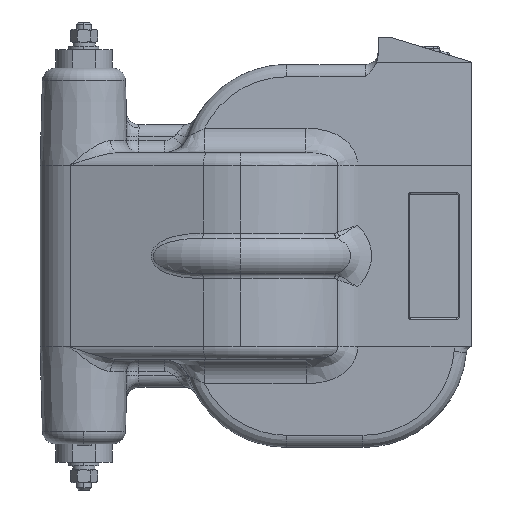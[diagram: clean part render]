
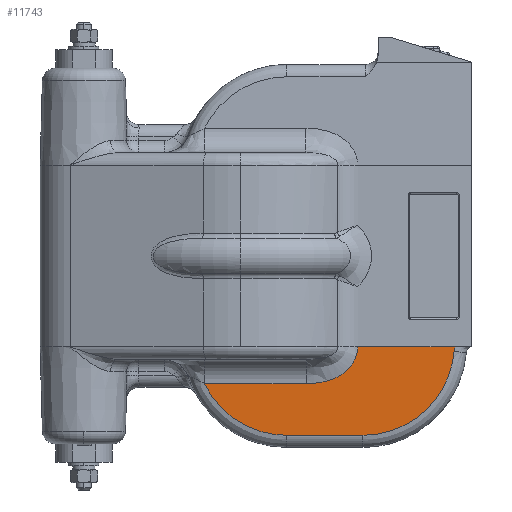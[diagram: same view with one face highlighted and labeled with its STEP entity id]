
A CAD part, left-side view. The second image highlights one B-rep face of the part: STEP entity #11743.
In plain terms, the highlighted planar face has unit normal (-1, 0, -0.026).
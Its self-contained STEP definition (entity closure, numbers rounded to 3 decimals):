
#150 = VERTEX_POINT ( 'NONE', #10572 ) ;
#151 = VERTEX_POINT ( 'NONE', #10573 ) ;
#153 = VERTEX_POINT ( 'NONE', #10575 ) ;
#197 = VERTEX_POINT ( 'NONE', #10619 ) ;
#251 = VERTEX_POINT ( 'NONE', #10673 ) ;
#252 = VERTEX_POINT ( 'NONE', #10674 ) ;
#253 = VERTEX_POINT ( 'NONE', #10675 ) ;
#254 = VERTEX_POINT ( 'NONE', #10676 ) ;
#445 = EDGE_LOOP ( 'NONE', ( #12664, #12665, #12666, #12667, #12668, #12669, #12670, #12671 ) ) ;
#4827 =( BOUNDED_CURVE ( )  B_SPLINE_CURVE ( 3, ( #8015, #8042, #8043, #8044 ),
 .UNSPECIFIED., .F., .T. ) 
 B_SPLINE_CURVE_WITH_KNOTS ( ( 4, 4 ),
 ( 5.162, 6.283 ),
 .UNSPECIFIED. ) 
 CURVE ( )  GEOMETRIC_REPRESENTATION_ITEM ( )  RATIONAL_B_SPLINE_CURVE ( ( 1., 0.898, 0.898, 1. ) ) 
 REPRESENTATION_ITEM ( '' )  );
#4838 =( BOUNDED_CURVE ( )  B_SPLINE_CURVE ( 3, ( #8515, #8520, #8521, #8522 ),
 .UNSPECIFIED., .F., .T. ) 
 B_SPLINE_CURVE_WITH_KNOTS ( ( 4, 4 ),
 ( 4.797, 5.067 ),
 .UNSPECIFIED. ) 
 CURVE ( )  GEOMETRIC_REPRESENTATION_ITEM ( )  RATIONAL_B_SPLINE_CURVE ( ( 1., 0.994, 0.994, 1. ) ) 
 REPRESENTATION_ITEM ( '' )  );
#4839 =( BOUNDED_CURVE ( )  B_SPLINE_CURVE ( 3, ( #8518, #8563, #8564, #8565 ),
 .UNSPECIFIED., .F., .T. ) 
 B_SPLINE_CURVE_WITH_KNOTS ( ( 4, 4 ),
 ( 0., 1.486 ),
 .UNSPECIFIED. ) 
 CURVE ( )  GEOMETRIC_REPRESENTATION_ITEM ( )  RATIONAL_B_SPLINE_CURVE ( ( 1., 0.824, 0.824, 1. ) ) 
 REPRESENTATION_ITEM ( '' )  );
#6377 = EDGE_CURVE ( 'NONE', #150, #151, #6913, .T. ) ;
#6381 = EDGE_CURVE ( 'NONE', #153, #150, #4827, .T. ) ;
#6385 = EDGE_CURVE ( 'NONE', #197, #153, #6920, .T. ) ;
#6494 = EDGE_CURVE ( 'NONE', #254, #253, #4838, .T. ) ;
#6495 = EDGE_CURVE ( 'NONE', #251, #197, #6800, .T. ) ;
#6496 = EDGE_CURVE ( 'NONE', #252, #251, #6801, .T. ) ;
#6498 = EDGE_CURVE ( 'NONE', #151, #254, #4839, .T. ) ;
#6500 = EDGE_CURVE ( 'NONE', #253, #252, #7056, .T. ) ;
#6800 = B_SPLINE_CURVE_WITH_KNOTS ( 'NONE', 3,
 ( #8519, #8524, #8525, #8526, #8527, #8528, #8529, #8530, #8531, #8532, #8533, #8534, #8535, #8536, #8537, #8538, #8539, #8540, #8541, #8542, #8543, #8544, #8545, #8546, #8547, #8548, #8549, #8550, #8551, #8552, #8553, #8554, #8555, #8556 ),
 .UNSPECIFIED., .F., .F.,
 ( 4, 2, 2, 2, 2, 2, 2, 2, 2, 2, 2, 2, 2, 2, 2, 2, 4 ),
 ( 0., 0.002, 0.004, 0.007, 0.011, 0.012, 0.014, 0.021, 0.023, 0.025, 0.029, 0.032, 0.034, 0.036, 0.043, 0.05, 0.057 ),
 .UNSPECIFIED. ) ;
#6801 = B_SPLINE_CURVE_WITH_KNOTS ( 'NONE', 3,
 ( #8523, #8557, #8558, #8559 ),
 .UNSPECIFIED., .F., .F.,
 ( 4, 4 ),
 ( 0., 0. ),
 .UNSPECIFIED. ) ;
#6899 = VECTOR ( 'NONE', #7982, 1000. ) ;
#6906 = VECTOR ( 'NONE', #8054, 1000. ) ;
#6913 = LINE ( 'NONE', #7980, #6899 ) ;
#6920 = LINE ( 'NONE', #8041, #6906 ) ;
#7056 = LINE ( 'NONE', #8570, #7057 ) ;
#7057 = VECTOR ( 'NONE', #8571, 1000. ) ;
#7438 = FACE_OUTER_BOUND ( 'NONE', #445, .T. ) ;
#7980 = CARTESIAN_POINT ( 'NONE',  ( -48.147, -98., -143.262 ) ) ;
#7982 = DIRECTION ( 'NONE',  ( 0., -1., 0. ) ) ;
#8015 = CARTESIAN_POINT ( 'NONE',  ( -49.228, 28.751, -101.976 ) ) ;
#8041 = CARTESIAN_POINT ( 'NONE',  ( -49.228, 0., -101.976 ) ) ;
#8042 = CARTESIAN_POINT ( 'NONE',  ( -48.548, 16.23, -127.936 ) ) ;
#8043 = CARTESIAN_POINT ( 'NONE',  ( -48.147, -8.179, -143.262 ) ) ;
#8044 = CARTESIAN_POINT ( 'NONE',  ( -48.147, -37., -143.262 ) ) ;
#8054 = DIRECTION ( 'NONE',  ( 0., 1., 0. ) ) ;
#8515 = CARTESIAN_POINT ( 'NONE',  ( -49.897, -170.738, -76.444 ) ) ;
#8518 = CARTESIAN_POINT ( 'NONE',  ( -48.147, -98., -143.262 ) ) ;
#8519 = CARTESIAN_POINT ( 'NONE',  ( -50., -93.749, -72.5 ) ) ;
#8520 = CARTESIAN_POINT ( 'NONE',  ( -49.932, -170.853, -75.094 ) ) ;
#8521 = CARTESIAN_POINT ( 'NONE',  ( -49.967, -171.148, -73.771 ) ) ;
#8522 = CARTESIAN_POINT ( 'NONE',  ( -50., -171.619, -72.5 ) ) ;
#8523 = CARTESIAN_POINT ( 'NONE',  ( -50., -93.75, -72.5 ) ) ;
#8524 = CARTESIAN_POINT ( 'NONE',  ( -49.984, -93.748, -73.096 ) ) ;
#8525 = CARTESIAN_POINT ( 'NONE',  ( -49.969, -93.724, -73.69 ) ) ;
#8526 = CARTESIAN_POINT ( 'NONE',  ( -49.938, -93.633, -74.877 ) ) ;
#8527 = CARTESIAN_POINT ( 'NONE',  ( -49.922, -93.565, -75.47 ) ) ;
#8528 = CARTESIAN_POINT ( 'NONE',  ( -49.876, -93.3, -77.222 ) ) ;
#8529 = CARTESIAN_POINT ( 'NONE',  ( -49.846, -93.039, -78.363 ) ) ;
#8530 = CARTESIAN_POINT ( 'NONE',  ( -49.788, -92.36, -80.598 ) ) ;
#8531 = CARTESIAN_POINT ( 'NONE',  ( -49.759, -91.942, -81.691 ) ) ;
#8532 = CARTESIAN_POINT ( 'NONE',  ( -49.717, -91.198, -83.293 ) ) ;
#8533 = CARTESIAN_POINT ( 'NONE',  ( -49.704, -90.93, -83.822 ) ) ;
#8534 = CARTESIAN_POINT ( 'NONE',  ( -49.676, -90.357, -84.864 ) ) ;
#8535 = CARTESIAN_POINT ( 'NONE',  ( -49.663, -90.054, -85.371 ) ) ;
#8536 = CARTESIAN_POINT ( 'NONE',  ( -49.598, -88.468, -87.846 ) ) ;
#8537 = CARTESIAN_POINT ( 'NONE',  ( -49.551, -86.966, -89.628 ) ) ;
#8538 = CARTESIAN_POINT ( 'NONE',  ( -49.499, -84.834, -91.641 ) ) ;
#8539 = CARTESIAN_POINT ( 'NONE',  ( -49.489, -84.395, -92.033 ) ) ;
#8540 = CARTESIAN_POINT ( 'NONE',  ( -49.469, -83.491, -92.794 ) ) ;
#8541 = CARTESIAN_POINT ( 'NONE',  ( -49.459, -83.026, -93.165 ) ) ;
#8542 = CARTESIAN_POINT ( 'NONE',  ( -49.431, -81.61, -94.232 ) ) ;
#8543 = CARTESIAN_POINT ( 'NONE',  ( -49.414, -80.636, -94.888 ) ) ;
#8544 = CARTESIAN_POINT ( 'NONE',  ( -49.382, -78.63, -96.103 ) ) ;
#8545 = CARTESIAN_POINT ( 'NONE',  ( -49.367, -77.598, -96.66 ) ) ;
#8546 = CARTESIAN_POINT ( 'NONE',  ( -49.347, -76.013, -97.428 ) ) ;
#8547 = CARTESIAN_POINT ( 'NONE',  ( -49.341, -75.478, -97.673 ) ) ;
#8548 = CARTESIAN_POINT ( 'NONE',  ( -49.329, -74.395, -98.14 ) ) ;
#8549 = CARTESIAN_POINT ( 'NONE',  ( -49.323, -73.846, -98.363 ) ) ;
#8550 = CARTESIAN_POINT ( 'NONE',  ( -49.295, -71.085, -99.42 ) ) ;
#8551 = CARTESIAN_POINT ( 'NONE',  ( -49.278, -68.843, -100.072 ) ) ;
#8552 = CARTESIAN_POINT ( 'NONE',  ( -49.252, -64.308, -101.075 ) ) ;
#8553 = CARTESIAN_POINT ( 'NONE',  ( -49.243, -62.015, -101.424 ) ) ;
#8554 = CARTESIAN_POINT ( 'NONE',  ( -49.231, -57.388, -101.875 ) ) ;
#8555 = CARTESIAN_POINT ( 'NONE',  ( -49.228, -55.053, -101.976 ) ) ;
#8556 = CARTESIAN_POINT ( 'NONE',  ( -49.228, -52.701, -101.976 ) ) ;
#8557 = CARTESIAN_POINT ( 'NONE',  ( -50., -93.749, -72.5 ) ) ;
#8558 = CARTESIAN_POINT ( 'NONE',  ( -50., -93.749, -72.5 ) ) ;
#8559 = CARTESIAN_POINT ( 'NONE',  ( -50., -93.749, -72.5 ) ) ;
#8563 = CARTESIAN_POINT ( 'NONE',  ( -48.147, -137.941, -143.262 ) ) ;
#8564 = CARTESIAN_POINT ( 'NONE',  ( -48.855, -167.355, -116.242 ) ) ;
#8565 = CARTESIAN_POINT ( 'NONE',  ( -49.897, -170.738, -76.444 ) ) ;
#8570 = CARTESIAN_POINT ( 'NONE',  ( -50., 0., -72.5 ) ) ;
#8571 = DIRECTION ( 'NONE',  ( 0., 1., 0. ) ) ;
#10572 = CARTESIAN_POINT ( 'NONE',  ( -48.147, -37., -143.262 ) ) ;
#10573 = CARTESIAN_POINT ( 'NONE',  ( -48.147, -98., -143.262 ) ) ;
#10575 = CARTESIAN_POINT ( 'NONE',  ( -49.228, 28.751, -101.976 ) ) ;
#10619 = CARTESIAN_POINT ( 'NONE',  ( -49.228, -52.701, -101.976 ) ) ;
#10673 = CARTESIAN_POINT ( 'NONE',  ( -50., -93.749, -72.5 ) ) ;
#10674 = CARTESIAN_POINT ( 'NONE',  ( -50., -93.75, -72.5 ) ) ;
#10675 = CARTESIAN_POINT ( 'NONE',  ( -50., -171.619, -72.5 ) ) ;
#10676 = CARTESIAN_POINT ( 'NONE',  ( -49.897, -170.738, -76.444 ) ) ;
#11559 = AXIS2_PLACEMENT_3D ( 'NONE', #15583, #15590, #15591 ) ;
#11743 = ADVANCED_FACE ( 'NONE', ( #7438 ), #15587, .T. ) ;
#12664 = ORIENTED_EDGE ( 'NONE', *, *, #6500, .T. ) ;
#12665 = ORIENTED_EDGE ( 'NONE', *, *, #6496, .T. ) ;
#12666 = ORIENTED_EDGE ( 'NONE', *, *, #6495, .T. ) ;
#12667 = ORIENTED_EDGE ( 'NONE', *, *, #6385, .T. ) ;
#12668 = ORIENTED_EDGE ( 'NONE', *, *, #6381, .T. ) ;
#12669 = ORIENTED_EDGE ( 'NONE', *, *, #6377, .T. ) ;
#12670 = ORIENTED_EDGE ( 'NONE', *, *, #6498, .T. ) ;
#12671 = ORIENTED_EDGE ( 'NONE', *, *, #6494, .T. ) ;
#15583 = CARTESIAN_POINT ( 'NONE',  ( -50., 0., -72.5 ) ) ;
#15587 = PLANE ( 'NONE',  #11559 ) ;
#15590 = DIRECTION ( 'NONE',  ( -1., 0., -0.026 ) ) ;
#15591 = DIRECTION ( 'NONE',  ( -0.026, 0., 1. ) ) ;
